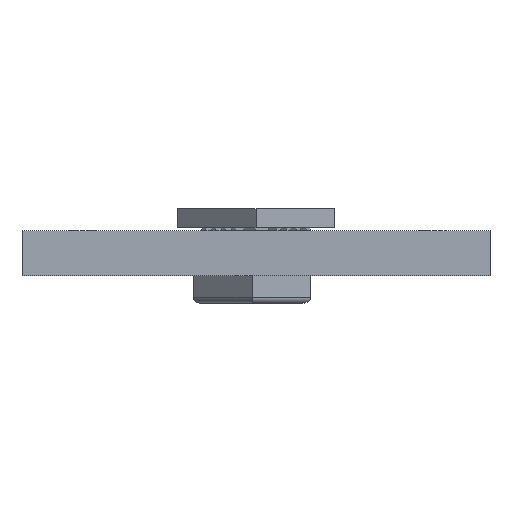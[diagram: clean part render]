
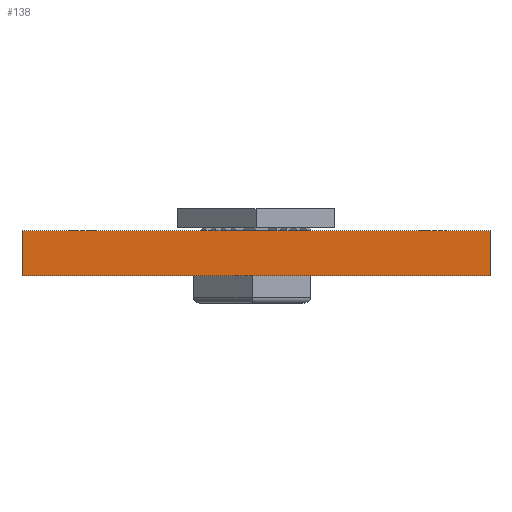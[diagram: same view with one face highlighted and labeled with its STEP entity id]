
A CAD part, front view. The second image highlights one B-rep face of the part: STEP entity #138.
In plain terms, the highlighted planar face has unit normal (0, -1, 0).
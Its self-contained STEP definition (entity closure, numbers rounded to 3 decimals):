
#80 = EDGE_CURVE('',#81,#83,#85,.T.);
#81 = VERTEX_POINT('',#82);
#82 = CARTESIAN_POINT('',(17.,-21.,-0.82));
#83 = VERTEX_POINT('',#84);
#84 = CARTESIAN_POINT('',(17.,-21.,0.82));
#85 = LINE('',#86,#87);
#86 = CARTESIAN_POINT('',(17.,-21.,-0.82));
#87 = VECTOR('',#88,1.);
#88 = DIRECTION('',(0.,0.,1.));
#113 = VERTEX_POINT('',#114);
#114 = CARTESIAN_POINT('',(0.,-21.,0.82));
#120 = EDGE_CURVE('',#121,#113,#123,.T.);
#121 = VERTEX_POINT('',#122);
#122 = CARTESIAN_POINT('',(0.,-21.,-0.82));
#123 = LINE('',#124,#125);
#124 = CARTESIAN_POINT('',(0.,-21.,-0.82));
#125 = VECTOR('',#126,1.);
#126 = DIRECTION('',(0.,0.,1.));
#138 = ADVANCED_FACE('',(#139),#155,.F.);
#139 = FACE_BOUND('',#140,.F.);
#140 = EDGE_LOOP('',(#141,#142,#148,#149));
#141 = ORIENTED_EDGE('',*,*,#120,.T.);
#142 = ORIENTED_EDGE('',*,*,#143,.T.);
#143 = EDGE_CURVE('',#113,#83,#144,.T.);
#144 = LINE('',#145,#146);
#145 = CARTESIAN_POINT('',(0.,-21.,0.82));
#146 = VECTOR('',#147,1.);
#147 = DIRECTION('',(1.,0.,0.));
#148 = ORIENTED_EDGE('',*,*,#80,.F.);
#149 = ORIENTED_EDGE('',*,*,#150,.F.);
#150 = EDGE_CURVE('',#121,#81,#151,.T.);
#151 = LINE('',#152,#153);
#152 = CARTESIAN_POINT('',(0.,-21.,-0.82));
#153 = VECTOR('',#154,1.);
#154 = DIRECTION('',(1.,0.,0.));
#155 = PLANE('',#156);
#156 = AXIS2_PLACEMENT_3D('',#157,#158,#159);
#157 = CARTESIAN_POINT('',(0.,-21.,-0.82));
#158 = DIRECTION('',(0.,1.,0.));
#159 = DIRECTION('',(1.,0.,0.));
